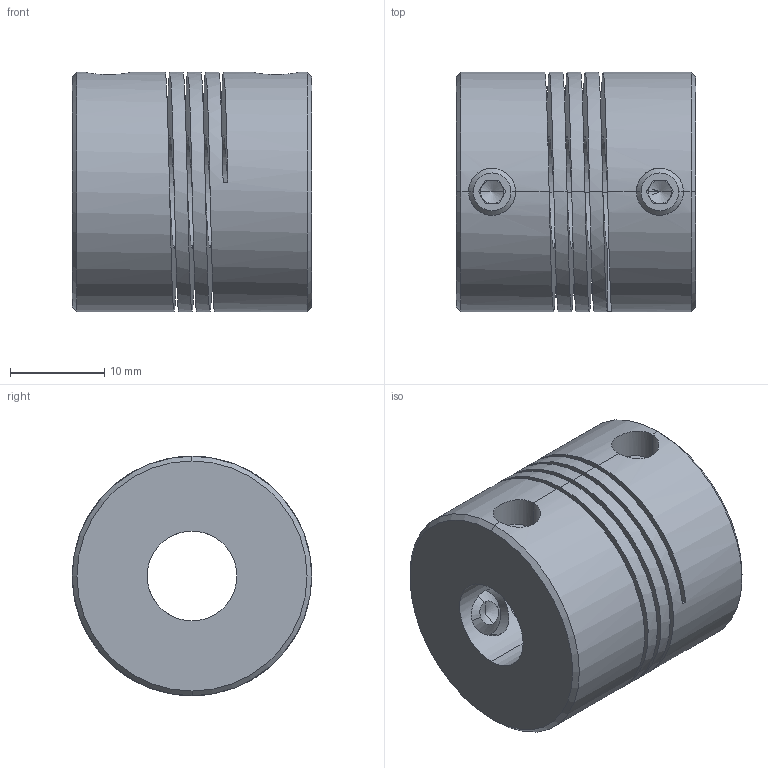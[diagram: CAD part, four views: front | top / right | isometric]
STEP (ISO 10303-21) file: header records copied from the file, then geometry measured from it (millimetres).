
FILE_DESCRIPTION (( 'STEP AP214' ), '1' );
FILE_NAME ('ARM-100-9525-9525D.STEP', '2016-06-30T14:04:13', ( '' ), ( '' ), 'SwSTEP 2.0', 'SolidWorks 2016', '' );
FILE_SCHEMA (( 'AUTOMOTIVE_DESIGN' ));
Length unit declared in the file: millimetre
Products named in the file (1): ARM-100-9525-9525D
Bounding box: 25.4 x 25.4 x 25.4 mm (x, y, z)
Volume: 9455.7 mm3; surface area: 6934.5 mm2
Topology: 1 solids, 1 shells, 143 faces, 361 edges, 212 vertices
Faces by surface type: plane 58, cylinder 46, cone 37, bspline 2
Entity records: 6368 total; most frequent: CARTESIAN_POINT 3020, ORIENTED_EDGE 690, DIRECTION 684, EDGE_CURVE 345, AXIS2_PLACEMENT_3D 246, VERTEX_POINT 212, LINE 192, VECTOR 192
